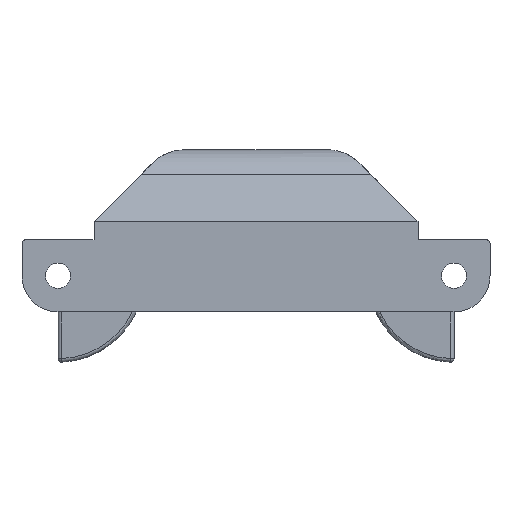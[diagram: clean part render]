
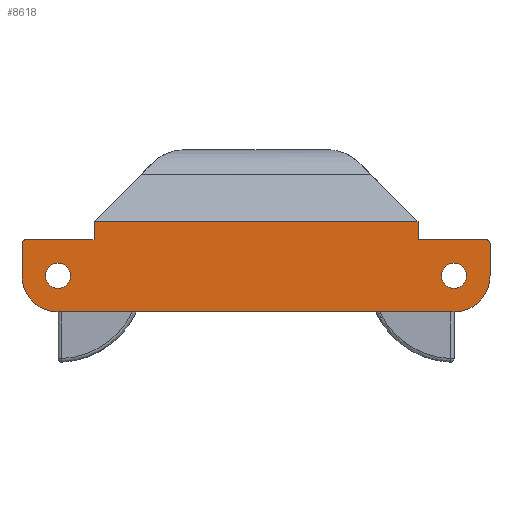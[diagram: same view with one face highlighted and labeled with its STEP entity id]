
A CAD part, front view. The second image highlights one B-rep face of the part: STEP entity #8618.
In plain terms, the highlighted planar face has unit normal (0, -1, 0).
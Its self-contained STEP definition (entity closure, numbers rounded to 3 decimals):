
#30 = VERTEX_POINT ( 'NONE', #4033 ) ;
#54 = CARTESIAN_POINT ( 'NONE',  ( -30.765, 0., -13.112 ) ) ;
#85 = CARTESIAN_POINT ( 'NONE',  ( -30.765, 0., -8.112 ) ) ;
#91 = VECTOR ( 'NONE', #3699, 1000. ) ;
#130 = CARTESIAN_POINT ( 'NONE',  ( 19.235, 0., -3.112 ) ) ;
#235 = CARTESIAN_POINT ( 'NONE',  ( 24.235, 0., -8.112 ) ) ;
#324 = CARTESIAN_POINT ( 'NONE',  ( -35.265, 0., -3.612 ) ) ;
#325 = LINE ( 'NONE', #939, #4360 ) ;
#332 = LINE ( 'NONE', #130, #7553 ) ;
#399 = ORIENTED_EDGE ( 'NONE', *, *, #6627, .F. ) ;
#423 = CARTESIAN_POINT ( 'NONE',  ( 24.235, 0., -8.112 ) ) ;
#593 = EDGE_LOOP ( 'NONE', ( #4942, #3836 ) ) ;
#624 = VECTOR ( 'NONE', #6705, 1000. ) ;
#638 = DIRECTION ( 'NONE',  ( 0., 1., 0. ) ) ;
#698 = VERTEX_POINT ( 'NONE', #4693 ) ;
#756 = CARTESIAN_POINT ( 'NONE',  ( 28.735, 0., -3.612 ) ) ;
#815 = DIRECTION ( 'NONE',  ( 0., 0., 1. ) ) ;
#892 = DIRECTION ( 'NONE',  ( 1., 0., 0. ) ) ;
#939 = CARTESIAN_POINT ( 'NONE',  ( 29.235, 0., -8.112 ) ) ;
#959 = VECTOR ( 'NONE', #6510, 1000. ) ;
#1032 = ORIENTED_EDGE ( 'NONE', *, *, #6170, .F. ) ;
#1120 = DIRECTION ( 'NONE',  ( 0., 0., 1. ) ) ;
#1157 = EDGE_CURVE ( 'NONE', #30, #3296, #2472, .T. ) ;
#1200 = CARTESIAN_POINT ( 'NONE',  ( 24.235, 0., -6.362 ) ) ;
#1369 = CARTESIAN_POINT ( 'NONE',  ( -25.765, 0., -3.112 ) ) ;
#1444 = ORIENTED_EDGE ( 'NONE', *, *, #8522, .T. ) ;
#1574 = EDGE_CURVE ( 'NONE', #2961, #4403, #2897, .T. ) ;
#1623 = CIRCLE ( 'NONE', #4902, 1.75 ) ;
#1646 = DIRECTION ( 'NONE',  ( 0., 1., 0. ) ) ;
#1685 = ORIENTED_EDGE ( 'NONE', *, *, #7811, .F. ) ;
#1701 = DIRECTION ( 'NONE',  ( 0., 0., -1. ) ) ;
#1719 = EDGE_CURVE ( 'NONE', #6291, #5953, #5421, .T. ) ;
#1760 = VERTEX_POINT ( 'NONE', #54 ) ;
#1863 = EDGE_CURVE ( 'NONE', #3296, #1760, #4558, .T. ) ;
#1865 = ORIENTED_EDGE ( 'NONE', *, *, #4025, .F. ) ;
#2036 = DIRECTION ( 'NONE',  ( 0., 0., -1. ) ) ;
#2053 = CARTESIAN_POINT ( 'NONE',  ( -35.265, 0., -3.112 ) ) ;
#2099 = CIRCLE ( 'NONE', #6483, 0.5 ) ;
#2375 = LINE ( 'NONE', #2506, #624 ) ;
#2396 = DIRECTION ( 'NONE',  ( 0., 1., 0. ) ) ;
#2472 = CIRCLE ( 'NONE', #3507, 5. ) ;
#2506 = CARTESIAN_POINT ( 'NONE',  ( -30.765, 0., -0.612 ) ) ;
#2591 = EDGE_CURVE ( 'NONE', #2961, #4872, #2375, .T. ) ;
#2650 = VERTEX_POINT ( 'NONE', #7437 ) ;
#2737 = CARTESIAN_POINT ( 'NONE',  ( -35.765, 0., -3.612 ) ) ;
#2884 = ORIENTED_EDGE ( 'NONE', *, *, #3921, .F. ) ;
#2897 = LINE ( 'NONE', #6265, #4531 ) ;
#2961 = VERTEX_POINT ( 'NONE', #2972 ) ;
#2972 = CARTESIAN_POINT ( 'NONE',  ( 19.235, 0., -0.612 ) ) ;
#2986 = DIRECTION ( 'NONE',  ( 0., 0., -1. ) ) ;
#3037 = AXIS2_PLACEMENT_3D ( 'NONE', #423, #8132, #5313 ) ;
#3083 = EDGE_CURVE ( 'NONE', #4403, #2650, #332, .T. ) ;
#3219 = DIRECTION ( 'NONE',  ( 0., 1., 0. ) ) ;
#3296 = VERTEX_POINT ( 'NONE', #4552 ) ;
#3377 = AXIS2_PLACEMENT_3D ( 'NONE', #6076, #638, #7615 ) ;
#3424 = VERTEX_POINT ( 'NONE', #2053 ) ;
#3507 = AXIS2_PLACEMENT_3D ( 'NONE', #6704, #3219, #9077 ) ;
#3699 = DIRECTION ( 'NONE',  ( -1., 0., 0. ) ) ;
#3778 = CARTESIAN_POINT ( 'NONE',  ( 29.235, 0., -3.612 ) ) ;
#3836 = ORIENTED_EDGE ( 'NONE', *, *, #8611, .T. ) ;
#3843 = LINE ( 'NONE', #4924, #7134 ) ;
#3862 = AXIS2_PLACEMENT_3D ( 'NONE', #4593, #7456, #1120 ) ;
#3868 = ORIENTED_EDGE ( 'NONE', *, *, #1157, .F. ) ;
#3900 = FACE_OUTER_BOUND ( 'NONE', #4860, .T. ) ;
#3918 = CARTESIAN_POINT ( 'NONE',  ( -30.765, 0., -6.362 ) ) ;
#3921 = EDGE_CURVE ( 'NONE', #8850, #3424, #4470, .T. ) ;
#3971 = VERTEX_POINT ( 'NONE', #5893 ) ;
#4025 = EDGE_CURVE ( 'NONE', #3424, #3971, #4689, .T. ) ;
#4033 = CARTESIAN_POINT ( 'NONE',  ( 29.235, 0., -8.112 ) ) ;
#4125 = FACE_BOUND ( 'NONE', #593, .T. ) ;
#4170 = VECTOR ( 'NONE', #4959, 1000. ) ;
#4255 = DIRECTION ( 'NONE',  ( 0., 0., 1. ) ) ;
#4340 = CIRCLE ( 'NONE', #6796, 1.75 ) ;
#4360 = VECTOR ( 'NONE', #8685, 1000. ) ;
#4403 = VERTEX_POINT ( 'NONE', #7845 ) ;
#4448 = CARTESIAN_POINT ( 'NONE',  ( -25.765, 0., -0.612 ) ) ;
#4470 = CIRCLE ( 'NONE', #7874, 0.5 ) ;
#4531 = VECTOR ( 'NONE', #2036, 1000. ) ;
#4552 = CARTESIAN_POINT ( 'NONE',  ( 24.235, 0., -13.112 ) ) ;
#4558 = LINE ( 'NONE', #4906, #91 ) ;
#4593 = CARTESIAN_POINT ( 'NONE',  ( -30.765, 0., -8.112 ) ) ;
#4689 = LINE ( 'NONE', #1369, #4170 ) ;
#4693 = CARTESIAN_POINT ( 'NONE',  ( 24.235, 0., -9.862 ) ) ;
#4860 = EDGE_LOOP ( 'NONE', ( #8610, #8063, #399, #1865, #2884, #6863, #1685, #7620, #3868, #5074, #1032, #7605 ) ) ;
#4861 = EDGE_CURVE ( 'NONE', #7699, #30, #325, .T. ) ;
#4872 = VERTEX_POINT ( 'NONE', #4448 ) ;
#4902 = AXIS2_PLACEMENT_3D ( 'NONE', #235, #6478, #815 ) ;
#4906 = CARTESIAN_POINT ( 'NONE',  ( 19.235, 0., -13.112 ) ) ;
#4924 = CARTESIAN_POINT ( 'NONE',  ( -25.765, 0., -3.112 ) ) ;
#4942 = ORIENTED_EDGE ( 'NONE', *, *, #8087, .T. ) ;
#4959 = DIRECTION ( 'NONE',  ( 1., 0., 0. ) ) ;
#4974 = AXIS2_PLACEMENT_3D ( 'NONE', #85, #7794, #4999 ) ;
#4999 = DIRECTION ( 'NONE',  ( 0., 0., -1. ) ) ;
#5074 = ORIENTED_EDGE ( 'NONE', *, *, #4861, .F. ) ;
#5176 = ORIENTED_EDGE ( 'NONE', *, *, #1719, .T. ) ;
#5313 = DIRECTION ( 'NONE',  ( 0., 0., 1. ) ) ;
#5328 = FACE_BOUND ( 'NONE', #7623, .T. ) ;
#5421 = CIRCLE ( 'NONE', #4974, 1.75 ) ;
#5724 = DIRECTION ( 'NONE',  ( 0., 1., 0. ) ) ;
#5893 = CARTESIAN_POINT ( 'NONE',  ( -25.765, 0., -3.112 ) ) ;
#5953 = VERTEX_POINT ( 'NONE', #7494 ) ;
#6076 = CARTESIAN_POINT ( 'NONE',  ( -30.765, 0., -8.112 ) ) ;
#6170 = EDGE_CURVE ( 'NONE', #2650, #7699, #2099, .T. ) ;
#6265 = CARTESIAN_POINT ( 'NONE',  ( 19.235, 0., -3.112 ) ) ;
#6291 = VERTEX_POINT ( 'NONE', #3918 ) ;
#6387 = CARTESIAN_POINT ( 'NONE',  ( -35.765, 0., -8.112 ) ) ;
#6397 = DIRECTION ( 'NONE',  ( 0., 0., 1. ) ) ;
#6478 = DIRECTION ( 'NONE',  ( 0., 1., 0. ) ) ;
#6483 = AXIS2_PLACEMENT_3D ( 'NONE', #756, #5724, #6397 ) ;
#6510 = DIRECTION ( 'NONE',  ( 0., 0., 1. ) ) ;
#6627 = EDGE_CURVE ( 'NONE', #3971, #4872, #3843, .T. ) ;
#6704 = CARTESIAN_POINT ( 'NONE',  ( 24.235, 0., -8.112 ) ) ;
#6705 = DIRECTION ( 'NONE',  ( -1., 0., 0. ) ) ;
#6796 = AXIS2_PLACEMENT_3D ( 'NONE', #8691, #1646, #2986 ) ;
#6863 = ORIENTED_EDGE ( 'NONE', *, *, #8200, .F. ) ;
#7134 = VECTOR ( 'NONE', #4255, 1000. ) ;
#7437 = CARTESIAN_POINT ( 'NONE',  ( 28.735, 0., -3.112 ) ) ;
#7456 = DIRECTION ( 'NONE',  ( 0., 1., 0. ) ) ;
#7494 = CARTESIAN_POINT ( 'NONE',  ( -30.765, 0., -9.862 ) ) ;
#7553 = VECTOR ( 'NONE', #892, 1000. ) ;
#7605 = ORIENTED_EDGE ( 'NONE', *, *, #3083, .F. ) ;
#7615 = DIRECTION ( 'NONE',  ( 0., 0., 1. ) ) ;
#7620 = ORIENTED_EDGE ( 'NONE', *, *, #1863, .F. ) ;
#7623 = EDGE_LOOP ( 'NONE', ( #1444, #5176 ) ) ;
#7699 = VERTEX_POINT ( 'NONE', #3778 ) ;
#7794 = DIRECTION ( 'NONE',  ( 0., 1., 0. ) ) ;
#7811 = EDGE_CURVE ( 'NONE', #1760, #8629, #8513, .T. ) ;
#7845 = CARTESIAN_POINT ( 'NONE',  ( 19.235, 0., -3.112 ) ) ;
#7874 = AXIS2_PLACEMENT_3D ( 'NONE', #324, #2396, #1701 ) ;
#8063 = ORIENTED_EDGE ( 'NONE', *, *, #2591, .T. ) ;
#8087 = EDGE_CURVE ( 'NONE', #698, #8791, #1623, .T. ) ;
#8132 = DIRECTION ( 'NONE',  ( 0., 1., 0. ) ) ;
#8162 = CARTESIAN_POINT ( 'NONE',  ( -35.765, 0., -8.112 ) ) ;
#8200 = EDGE_CURVE ( 'NONE', #8629, #8850, #8633, .T. ) ;
#8513 = CIRCLE ( 'NONE', #3377, 5. ) ;
#8522 = EDGE_CURVE ( 'NONE', #5953, #6291, #4340, .T. ) ;
#8610 = ORIENTED_EDGE ( 'NONE', *, *, #1574, .F. ) ;
#8611 = EDGE_CURVE ( 'NONE', #8791, #698, #8845, .T. ) ;
#8618 = ADVANCED_FACE ( 'NONE', ( #3900, #4125, #5328 ), #8819, .F. ) ;
#8629 = VERTEX_POINT ( 'NONE', #8162 ) ;
#8633 = LINE ( 'NONE', #6387, #959 ) ;
#8685 = DIRECTION ( 'NONE',  ( 0., 0., -1. ) ) ;
#8691 = CARTESIAN_POINT ( 'NONE',  ( -30.765, 0., -8.112 ) ) ;
#8791 = VERTEX_POINT ( 'NONE', #1200 ) ;
#8819 = PLANE ( 'NONE',  #3862 ) ;
#8845 = CIRCLE ( 'NONE', #3037, 1.75 ) ;
#8850 = VERTEX_POINT ( 'NONE', #2737 ) ;
#9077 = DIRECTION ( 'NONE',  ( 0., 0., -1. ) ) ;
